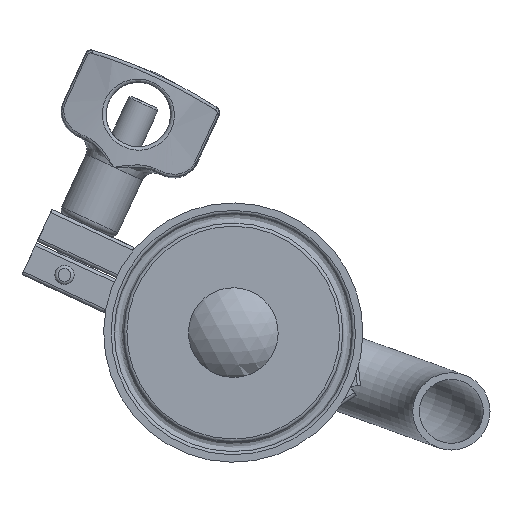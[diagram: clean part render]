
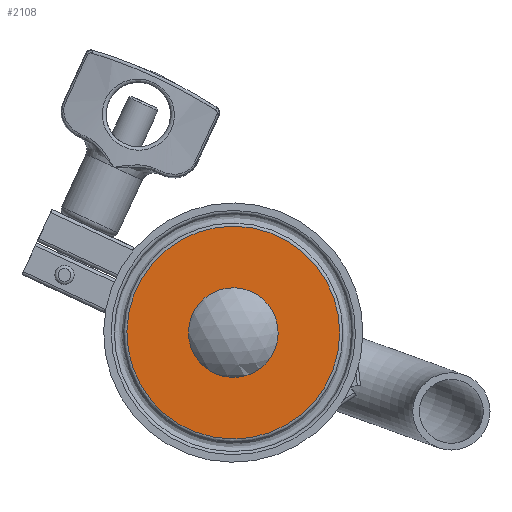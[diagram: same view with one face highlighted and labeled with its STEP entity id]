
A CAD part, front view. The second image highlights one B-rep face of the part: STEP entity #2108.
In plain terms, the highlighted face is planar.
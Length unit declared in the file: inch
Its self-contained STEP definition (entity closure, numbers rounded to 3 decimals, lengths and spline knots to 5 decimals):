
#2074=CARTESIAN_POINT('',(-1.04404,0.11012,0.0));
#2075=VERTEX_POINT('',#2074);
#2076=CARTESIAN_POINT('',(-0.01138,0.11012,0.0));
#2077=DIRECTION('',(0.0,1.0,0.0));
#2078=DIRECTION('',(-1.0,0.0,0.0));
#2079=AXIS2_PLACEMENT_3D('',#2076,#2077,#2078);
#2080=CIRCLE('',#2079,1.03266);
#2081=EDGE_CURVE('',#2075,#2075,#2080,.T.);
#2089=CARTESIAN_POINT('',(-0.74521,0.11012,0.0));
#2090=DIRECTION('',(0.0,1.0,0.0));
#2091=DIRECTION('',(0.0,0.0,1.0));
#2092=AXIS2_PLACEMENT_3D('',#2089,#2090,#2091);
#2093=PLANE('',#2092);
#2094=ORIENTED_EDGE('',*,*,#2081,.T.);
#2095=EDGE_LOOP('',(#2094));
#2096=FACE_OUTER_BOUND('',#2095,.T.);
#2097=CARTESIAN_POINT('',(-0.44638,0.11012,0.0));
#2098=VERTEX_POINT('',#2097);
#2099=CARTESIAN_POINT('',(-0.01138,0.11012,0.0));
#2100=DIRECTION('',(0.0,1.0,0.0));
#2101=DIRECTION('',(-1.0,0.0,0.0));
#2102=AXIS2_PLACEMENT_3D('',#2099,#2100,#2101);
#2103=CIRCLE('',#2102,0.435);
#2104=EDGE_CURVE('',#2098,#2098,#2103,.T.);
#2105=ORIENTED_EDGE('',*,*,#2104,.F.);
#2106=EDGE_LOOP('',(#2105));
#2107=FACE_BOUND('',#2106,.T.);
#2108=ADVANCED_FACE('',(#2096,#2107),#2093,.T.);
